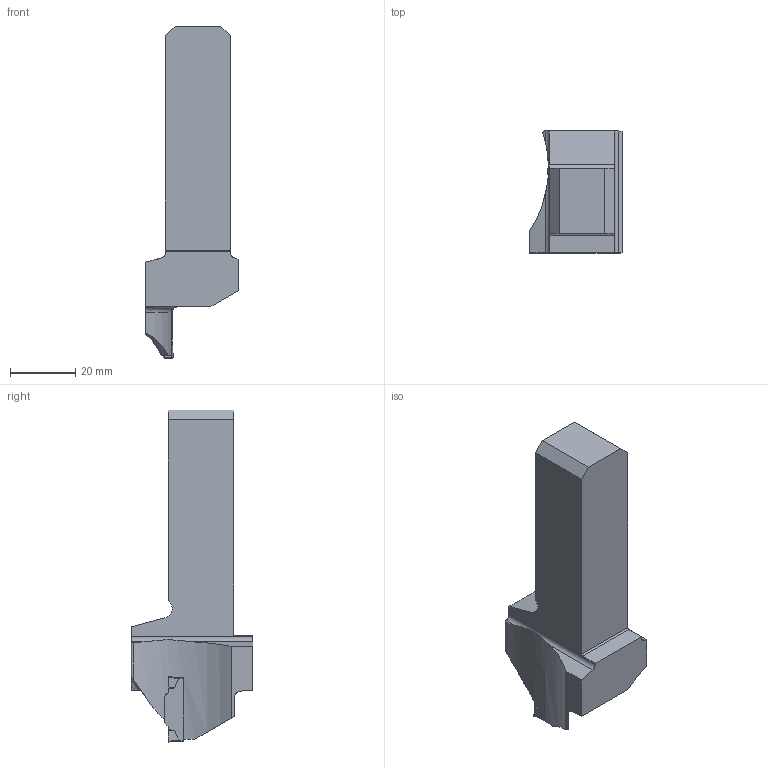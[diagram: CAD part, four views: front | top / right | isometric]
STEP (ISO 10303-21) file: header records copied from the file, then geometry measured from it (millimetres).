
FILE_DESCRIPTION(/* description */ (''),/* implementation_level */ '2;1');
FILE_NAME(/* name */ 'toolassembly_1.stp',/* time_stamp */ '2020-01-09T08:24:02+01:00',/* author */ (''),/* organization */ ('SMS'),/* preprocessor_version */ 'ST-DEVELOPER v16.7',/* originating_system */ 'SIEMENS PLM Software NX 12.0',/* authorisation */ '');
FILE_SCHEMA (('AUTOMOTIVE_DESIGN { 1 0 10303 214 3 1 1 1 }'));
Length unit declared in the file: millimetre
Products named in the file (4): ASSEMBLY_CONSTRUCTION; CUT_20200109082335; NOCUT_20200109082226; TOOLASSEMBLY_1
Assembly tree (3 placements, depth 2):
  TOOLASSEMBLY_1
    NOCUT_20200109082226
    CUT_20200109082335
    ASSEMBLY_CONSTRUCTION
Bounding box: 28.3 x 37.28 x 101.5 mm (x, y, z)
Volume: 43118.4 mm3; surface area: 10063.6 mm2
Topology: 2 solids, 2 shells, 68 faces, 193 edges, 134 vertices
Faces by surface type: plane 50, cylinder 13, extrusion 4, torus 1
Entity records: 2574 total; most frequent: CARTESIAN_POINT 637, ORIENTED_EDGE 384, DIRECTION 365, EDGE_CURVE 192, VECTOR 139, LINE 135, VERTEX_POINT 128, AXIS2_PLACEMENT_3D 113
